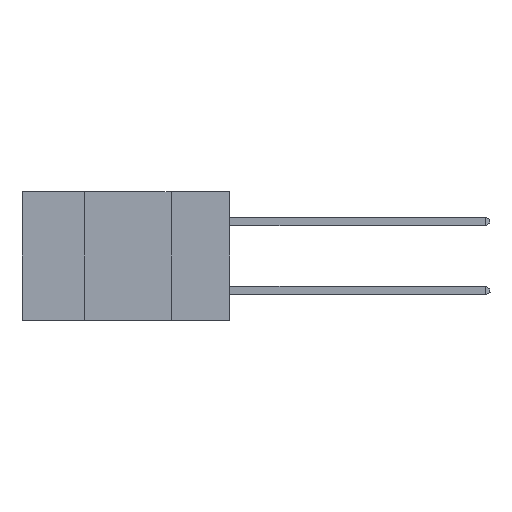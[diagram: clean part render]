
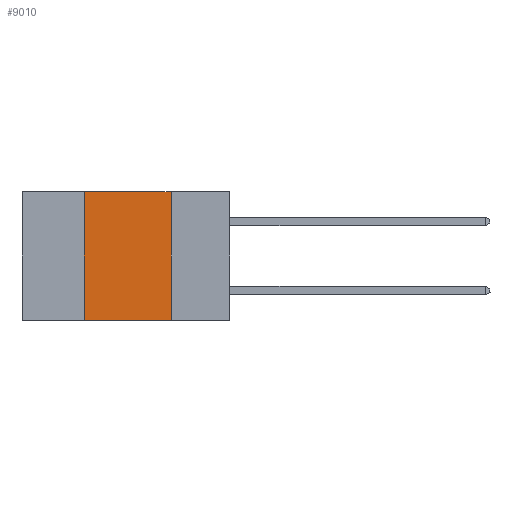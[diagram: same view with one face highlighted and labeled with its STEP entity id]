
A CAD part, left-side view. The second image highlights one B-rep face of the part: STEP entity #9010.
In plain terms, the highlighted planar face has unit normal (-1, 0, 0).
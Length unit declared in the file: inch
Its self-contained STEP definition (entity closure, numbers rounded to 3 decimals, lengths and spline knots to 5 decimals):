
#360 = CARTESIAN_POINT ( 'NONE',  ( 0., 0.6, 0. ) ) ;
#1590 = CARTESIAN_POINT ( 'NONE',  ( 0., 0.42, 0. ) ) ;
#1764 = VERTEX_POINT ( 'NONE', #2908 ) ;
#2312 = EDGE_CURVE ( 'NONE', #9696, #2335, #5352, .T. ) ;
#2335 = VERTEX_POINT ( 'NONE', #13627 ) ;
#2908 = CARTESIAN_POINT ( 'NONE',  ( 0., 0.42, -0.37 ) ) ;
#3381 = DIRECTION ( 'NONE',  ( 0., -1., 0. ) ) ;
#3462 = VERTEX_POINT ( 'NONE', #1590 ) ;
#3720 = PLANE ( 'NONE',  #9536 ) ;
#4032 = DIRECTION ( 'NONE',  ( 0., 0., -1. ) ) ;
#4743 = EDGE_CURVE ( 'NONE', #1764, #2335, #9670, .T. ) ;
#5139 = ORIENTED_EDGE ( 'NONE', *, *, #10977, .F. ) ;
#5162 = DIRECTION ( 'NONE',  ( 0., 0., -1. ) ) ;
#5352 = LINE ( 'NONE', #15141, #9479 ) ;
#5906 = VECTOR ( 'NONE', #9857, 39.37008 ) ;
#6365 = EDGE_LOOP ( 'NONE', ( #14943, #8407, #5139, #16180 ) ) ;
#7995 = CARTESIAN_POINT ( 'NONE',  ( 0., 0.6, -0.37 ) ) ;
#8407 = ORIENTED_EDGE ( 'NONE', *, *, #13977, .F. ) ;
#8510 = CARTESIAN_POINT ( 'NONE',  ( 0., 0.6, 0. ) ) ;
#9010 = ADVANCED_FACE ( 'NONE', ( #18721 ), #3720, .F. ) ;
#9057 = LINE ( 'NONE', #14625, #5906 ) ;
#9479 = VECTOR ( 'NONE', #4032, 39.37008 ) ;
#9536 = AXIS2_PLACEMENT_3D ( 'NONE', #360, #11462, #5162 ) ;
#9670 = LINE ( 'NONE', #7995, #18492 ) ;
#9696 = VERTEX_POINT ( 'NONE', #19017 ) ;
#9857 = DIRECTION ( 'NONE',  ( 0., 0., 1. ) ) ;
#10977 = EDGE_CURVE ( 'NONE', #1764, #3462, #9057, .T. ) ;
#11462 = DIRECTION ( 'NONE',  ( 1., 0., 0. ) ) ;
#12040 = VECTOR ( 'NONE', #18364, 39.37008 ) ;
#13627 = CARTESIAN_POINT ( 'NONE',  ( 0., 0.17, -0.37 ) ) ;
#13977 = EDGE_CURVE ( 'NONE', #3462, #9696, #15009, .T. ) ;
#14625 = CARTESIAN_POINT ( 'NONE',  ( 0., 0.42, 0. ) ) ;
#14943 = ORIENTED_EDGE ( 'NONE', *, *, #2312, .F. ) ;
#15009 = LINE ( 'NONE', #8510, #12040 ) ;
#15141 = CARTESIAN_POINT ( 'NONE',  ( 0., 0.17, 0. ) ) ;
#16180 = ORIENTED_EDGE ( 'NONE', *, *, #4743, .T. ) ;
#18364 = DIRECTION ( 'NONE',  ( 0., -1., 0. ) ) ;
#18492 = VECTOR ( 'NONE', #3381, 39.37008 ) ;
#18721 = FACE_OUTER_BOUND ( 'NONE', #6365, .T. ) ;
#19017 = CARTESIAN_POINT ( 'NONE',  ( 0., 0.17, 0. ) ) ;
